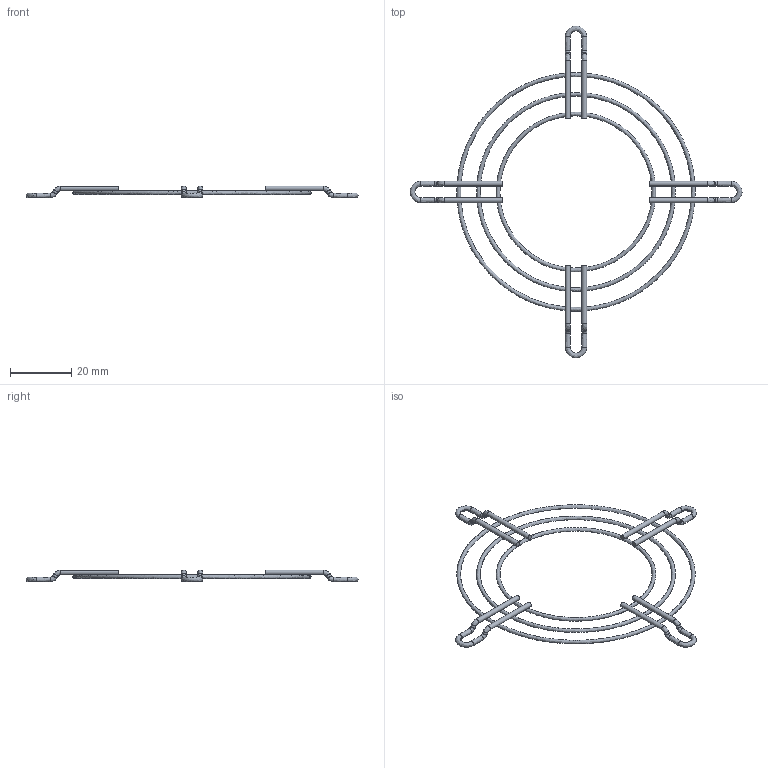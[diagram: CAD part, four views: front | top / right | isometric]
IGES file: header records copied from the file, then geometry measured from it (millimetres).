
Global section: file name: PY80-3HB.MC9; native system: MASTERCAM; preprocessor: 1; date: 200422.193704; units: millimetre
Bounding box: 107.99 x 107.99 x 3.9 mm (x, y, z)
Surface area: 3614.1 mm2 (no closed solid volume)
Topology: 0 solids, 0 shells, 135 faces, 2918 edges, 3211 vertices
Faces by surface type: bspline 135
